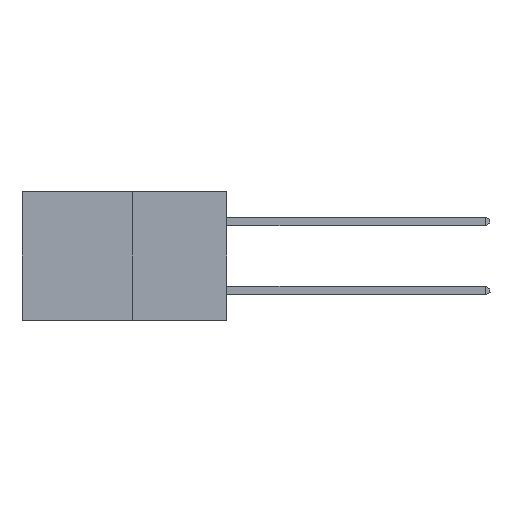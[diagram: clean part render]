
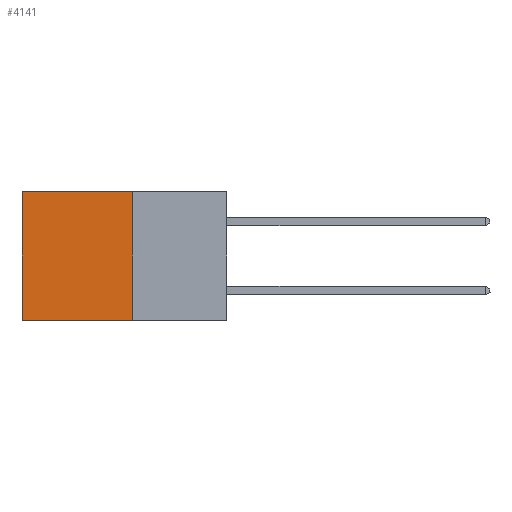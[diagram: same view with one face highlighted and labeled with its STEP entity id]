
A CAD part, left-side view. The second image highlights one B-rep face of the part: STEP entity #4141.
In plain terms, the highlighted planar face has unit normal (-1, 0, 0).
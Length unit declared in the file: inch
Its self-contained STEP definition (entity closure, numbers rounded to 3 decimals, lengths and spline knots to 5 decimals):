
#82 = DIRECTION ( 'NONE',  ( 0., 1., 0. ) ) ;
#608 = ORIENTED_EDGE ( 'NONE', *, *, #3824, .T. ) ;
#639 = ORIENTED_EDGE ( 'NONE', *, *, #1949, .F. ) ;
#685 = ORIENTED_EDGE ( 'NONE', *, *, #5107, .F. ) ;
#796 = VECTOR ( 'NONE', #3598, 39.37008 ) ;
#903 = ORIENTED_EDGE ( 'NONE', *, *, #8961, .T. ) ;
#1010 = CARTESIAN_POINT ( 'NONE',  ( 0.277, 0.27, 0. ) ) ;
#1518 = VERTEX_POINT ( 'NONE', #5146 ) ;
#1665 = VERTEX_POINT ( 'NONE', #7777 ) ;
#1949 = EDGE_CURVE ( 'NONE', #1665, #1518, #4949, .T. ) ;
#1994 = CARTESIAN_POINT ( 'NONE',  ( 0.277, 0.59, -0.37 ) ) ;
#2030 = DIRECTION ( 'NONE',  ( 0., 0., -1. ) ) ;
#2139 = VECTOR ( 'NONE', #82, 39.37008 ) ;
#2571 = VECTOR ( 'NONE', #6059, 39.37008 ) ;
#3568 = CARTESIAN_POINT ( 'NONE',  ( 0.277, 0.27, -0.37 ) ) ;
#3598 = DIRECTION ( 'NONE',  ( 0., 1., 0. ) ) ;
#3824 = EDGE_CURVE ( 'NONE', #6493, #1518, #6407, .T. ) ;
#4141 = ADVANCED_FACE ( 'NONE', ( #7115 ), #5919, .F. ) ;
#4320 = CARTESIAN_POINT ( 'NONE',  ( 0.277, 0.27, 0. ) ) ;
#4949 = LINE ( 'NONE', #3568, #796 ) ;
#5107 = EDGE_CURVE ( 'NONE', #8315, #1665, #8853, .T. ) ;
#5146 = CARTESIAN_POINT ( 'NONE',  ( 0.277, 0.59, -0.37 ) ) ;
#5745 = DIRECTION ( 'NONE',  ( 0., 0., -1. ) ) ;
#5884 = DIRECTION ( 'NONE',  ( 1., 0., 0. ) ) ;
#5908 = AXIS2_PLACEMENT_3D ( 'NONE', #6569, #5884, #5745 ) ;
#5919 = PLANE ( 'NONE',  #5908 ) ;
#5994 = CARTESIAN_POINT ( 'NONE',  ( 0.277, 0.27, -0.37 ) ) ;
#6059 = DIRECTION ( 'NONE',  ( 0., 0., -1. ) ) ;
#6407 = LINE ( 'NONE', #1994, #7991 ) ;
#6493 = VERTEX_POINT ( 'NONE', #10114 ) ;
#6569 = CARTESIAN_POINT ( 'NONE',  ( 0.277, 0.27, -0.37 ) ) ;
#6679 = LINE ( 'NONE', #4320, #2139 ) ;
#7115 = FACE_OUTER_BOUND ( 'NONE', #7352, .T. ) ;
#7352 = EDGE_LOOP ( 'NONE', ( #608, #639, #685, #903 ) ) ;
#7777 = CARTESIAN_POINT ( 'NONE',  ( 0.277, 0.27, -0.37 ) ) ;
#7991 = VECTOR ( 'NONE', #2030, 39.37008 ) ;
#8315 = VERTEX_POINT ( 'NONE', #1010 ) ;
#8853 = LINE ( 'NONE', #5994, #2571 ) ;
#8961 = EDGE_CURVE ( 'NONE', #8315, #6493, #6679, .T. ) ;
#10114 = CARTESIAN_POINT ( 'NONE',  ( 0.277, 0.59, 0. ) ) ;
